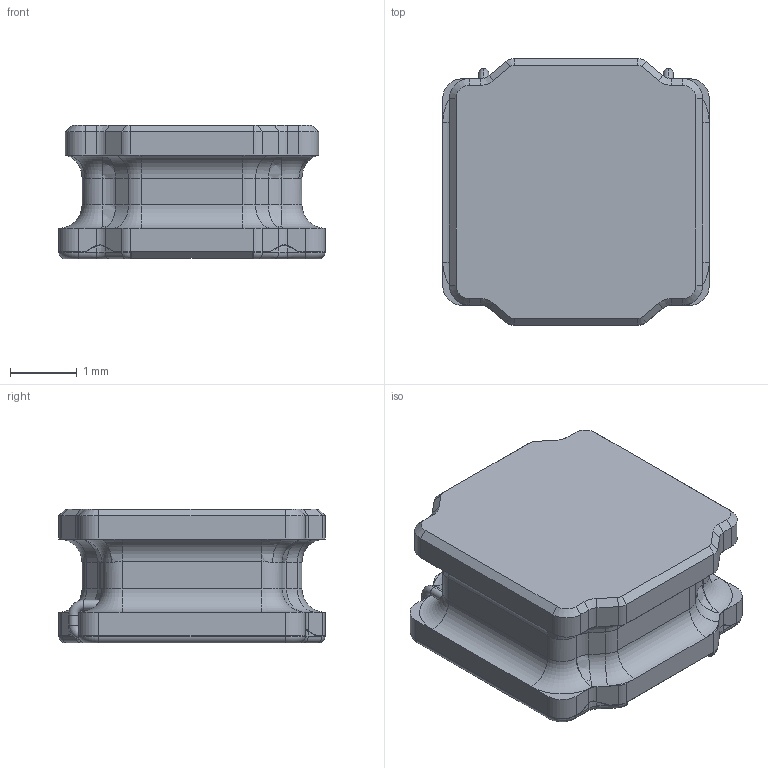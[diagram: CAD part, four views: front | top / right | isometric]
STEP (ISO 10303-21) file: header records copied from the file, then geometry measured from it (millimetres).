
FILE_DESCRIPTION (( 'STEP AP214' ), '1' );
FILE_NAME ('IND-SMD_L4.0-W4.0-H2.0.STEP', '2025-09-03T07:33:31', ( '' ), ( '' ), 'SwSTEP 2.0', 'SolidWorks 2021', '' );
FILE_SCHEMA (( 'AUTOMOTIVE_DESIGN' ));
Length unit declared in the file: millimetre
Products named in the file (1): IND-SMD_L4.0-W4.0-H2.0
Bounding box: 4 x 4 x 2.01 mm (x, y, z)
Volume: 24.9 mm3; surface area: 60 mm2
Topology: 1 solids, 1 shells, 522 faces, 1335 edges, 824 vertices
Faces by surface type: plane 232, bspline 126, cylinder 90, torus 38, cone 36
Entity records: 22434 total; most frequent: CARTESIAN_POINT 5013, ORIENTED_EDGE 2658, DIRECTION 2029, EDGE_CURVE 1329, VERTEX_POINT 824, LINE 767, VECTOR 767, AXIS2_PLACEMENT_3D 631
